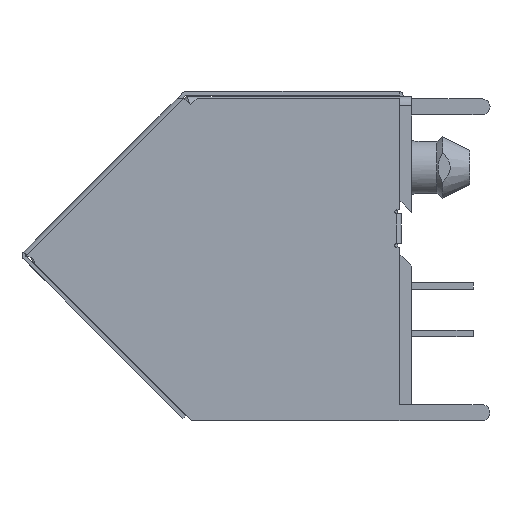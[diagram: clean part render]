
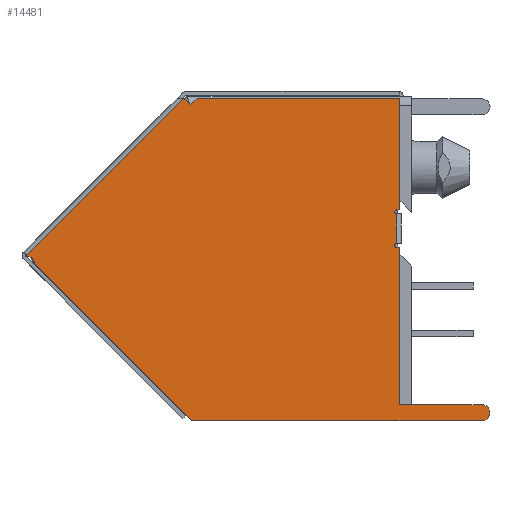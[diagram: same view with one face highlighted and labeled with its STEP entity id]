
A CAD part, left-side view. The second image highlights one B-rep face of the part: STEP entity #14481.
In plain terms, the highlighted planar face has unit normal (-1, 0, 0).
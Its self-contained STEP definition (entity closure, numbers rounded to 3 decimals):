
#29 = AXIS2_PLACEMENT_3D ( 'NONE', #3395, #15872, #17505 ) ;
#43 = VERTEX_POINT ( 'NONE', #5250 ) ;
#123 = EDGE_CURVE ( 'NONE', #14370, #2398, #10502, .T. ) ;
#155 = CARTESIAN_POINT ( 'NONE',  ( -7.625, -19.801, 2.279 ) ) ;
#453 = DIRECTION ( 'NONE',  ( 0., -0.707, -0.707 ) ) ;
#497 = VERTEX_POINT ( 'NONE', #7799 ) ;
#748 = CARTESIAN_POINT ( 'NONE',  ( -7.625, -19.801, 2.379 ) ) ;
#1051 = ORIENTED_EDGE ( 'NONE', *, *, #12409, .F. ) ;
#1267 = VERTEX_POINT ( 'NONE', #13034 ) ;
#1296 = LINE ( 'NONE', #20681, #19316 ) ;
#1340 = CARTESIAN_POINT ( 'NONE',  ( -7.625, 0., 0. ) ) ;
#1564 = DIRECTION ( 'NONE',  ( 0., 0.707, 0.707 ) ) ;
#1614 = CARTESIAN_POINT ( 'NONE',  ( -7.625, -7.422, 6.786 ) ) ;
#2048 = VERTEX_POINT ( 'NONE', #155 ) ;
#2093 = CARTESIAN_POINT ( 'NONE',  ( -7.625, -19.951, -0.159 ) ) ;
#2273 = LINE ( 'NONE', #7673, #15605 ) ;
#2398 = VERTEX_POINT ( 'NONE', #19285 ) ;
#2415 = VERTEX_POINT ( 'NONE', #8679 ) ;
#2582 = ORIENTED_EDGE ( 'NONE', *, *, #17320, .T. ) ;
#2767 = DIRECTION ( 'NONE',  ( 0., -1., 0. ) ) ;
#2788 = CARTESIAN_POINT ( 'NONE',  ( -7.625, -5.582, 5.656 ) ) ;
#3032 = DIRECTION ( 'NONE',  ( -1., 0., 0. ) ) ;
#3185 = VERTEX_POINT ( 'NONE', #7651 ) ;
#3353 = CARTESIAN_POINT ( 'NONE',  ( -7.625, -8.325, -8.325 ) ) ;
#3395 = CARTESIAN_POINT ( 'NONE',  ( -7.625, -14.121, 14.865 ) ) ;
#4214 = CARTESIAN_POINT ( 'NONE',  ( -7.625, -2.773, 2.846 ) ) ;
#4234 = AXIS2_PLACEMENT_3D ( 'NONE', #11842, #3032, #1564 ) ;
#4381 = VERTEX_POINT ( 'NONE', #7564 ) ;
#4778 = DIRECTION ( 'NONE',  ( 0., 1., 0. ) ) ;
#4937 = CARTESIAN_POINT ( 'NONE',  ( -7.625, -24.381, -7.969 ) ) ;
#5018 = DIRECTION ( 'NONE',  ( 0., 0.707, 0.707 ) ) ;
#5250 = CARTESIAN_POINT ( 'NONE',  ( -7.625, -19.951, -7.969 ) ) ;
#5756 = CARTESIAN_POINT ( 'NONE',  ( -7.625, -13.996, 8.466 ) ) ;
#5787 = ORIENTED_EDGE ( 'NONE', *, *, #10849, .F. ) ;
#5857 = EDGE_CURVE ( 'NONE', #14370, #1267, #8430, .T. ) ;
#6030 = VERTEX_POINT ( 'NONE', #13702 ) ;
#7174 = CIRCLE ( 'NONE', #13583, 0.1 ) ;
#7550 = CARTESIAN_POINT ( 'NONE',  ( -7.625, -24.381, -8.819 ) ) ;
#7564 = CARTESIAN_POINT ( 'NONE',  ( -7.625, -9.103, 8.466 ) ) ;
#7614 = VECTOR ( 'NONE', #10924, 1000. ) ;
#7651 = CARTESIAN_POINT ( 'NONE',  ( -7.625, -8.747, 8.111 ) ) ;
#7673 = CARTESIAN_POINT ( 'NONE',  ( -7.625, -4.303, -4.303 ) ) ;
#7799 = CARTESIAN_POINT ( 'NONE',  ( -7.625, -19.951, 8.466 ) ) ;
#7979 = CARTESIAN_POINT ( 'NONE',  ( -7.625, -19.801, 0.679 ) ) ;
#8070 = VERTEX_POINT ( 'NONE', #10166 ) ;
#8382 = DIRECTION ( 'NONE',  ( -1., 0., 0. ) ) ;
#8413 = ORIENTED_EDGE ( 'NONE', *, *, #8467, .F. ) ;
#8430 = CIRCLE ( 'NONE', #15883, 0.5 ) ;
#8467 = EDGE_CURVE ( 'NONE', #2415, #16514, #18394, .T. ) ;
#8642 = EDGE_CURVE ( 'NONE', #3185, #4381, #10168, .T. ) ;
#8679 = CARTESIAN_POINT ( 'NONE',  ( -7.625, -19.801, 0.479 ) ) ;
#8971 = EDGE_CURVE ( 'NONE', #19141, #2415, #7174, .T. ) ;
#8997 = VERTEX_POINT ( 'NONE', #15360 ) ;
#9058 = LINE ( 'NONE', #2093, #21900 ) ;
#9461 = LINE ( 'NONE', #18463, #18215 ) ;
#9618 = AXIS2_PLACEMENT_3D ( 'NONE', #748, #14442, #16418 ) ;
#9781 = EDGE_CURVE ( 'NONE', #11959, #497, #9058, .T. ) ;
#10015 = VECTOR ( 'NONE', #21395, 1000. ) ;
#10166 = CARTESIAN_POINT ( 'NONE',  ( -7.625, -8.391, 8.466 ) ) ;
#10168 = LINE ( 'NONE', #1614, #21940 ) ;
#10288 = ORIENTED_EDGE ( 'NONE', *, *, #14237, .F. ) ;
#10502 = LINE ( 'NONE', #3353, #10787 ) ;
#10623 = PLANE ( 'NONE',  #29 ) ;
#10787 = VECTOR ( 'NONE', #5018, 1000. ) ;
#10849 = EDGE_CURVE ( 'NONE', #2048, #19141, #16630, .T. ) ;
#10881 = ORIENTED_EDGE ( 'NONE', *, *, #21678, .T. ) ;
#10924 = DIRECTION ( 'NONE',  ( 0., 1., 0. ) ) ;
#11097 = CARTESIAN_POINT ( 'NONE',  ( -7.625, -19.951, 2.479 ) ) ;
#11672 = DIRECTION ( 'NONE',  ( 1., 0., 0. ) ) ;
#11842 = CARTESIAN_POINT ( 'NONE',  ( -7.625, -24.381, -8.394 ) ) ;
#11959 = VERTEX_POINT ( 'NONE', #11097 ) ;
#12409 = EDGE_CURVE ( 'NONE', #6030, #2048, #19914, .T. ) ;
#12465 = DIRECTION ( 'NONE',  ( 0., 0., -1. ) ) ;
#12589 = CARTESIAN_POINT ( 'NONE',  ( -7.625, -22.166, -7.969 ) ) ;
#12701 = CIRCLE ( 'NONE', #4234, 0.425 ) ;
#12946 = CARTESIAN_POINT ( 'NONE',  ( -7.625, -19.951, -3.845 ) ) ;
#12971 = ORIENTED_EDGE ( 'NONE', *, *, #8971, .F. ) ;
#12976 = CARTESIAN_POINT ( 'NONE',  ( -7.625, -8.391, 8.466 ) ) ;
#13034 = CARTESIAN_POINT ( 'NONE',  ( -7.625, -0.424, -0.424 ) ) ;
#13583 = AXIS2_PLACEMENT_3D ( 'NONE', #18750, #8382, #20534 ) ;
#13702 = CARTESIAN_POINT ( 'NONE',  ( -7.625, -19.801, 2.479 ) ) ;
#13758 = CARTESIAN_POINT ( 'NONE',  ( -7.625, -19.801, 0.679 ) ) ;
#14048 = ORIENTED_EDGE ( 'NONE', *, *, #5857, .T. ) ;
#14051 = FACE_OUTER_BOUND ( 'NONE', #15104, .T. ) ;
#14107 = ORIENTED_EDGE ( 'NONE', *, *, #9781, .T. ) ;
#14237 = EDGE_CURVE ( 'NONE', #8070, #3185, #20116, .T. ) ;
#14314 = ORIENTED_EDGE ( 'NONE', *, *, #123, .F. ) ;
#14343 = DIRECTION ( 'NONE',  ( 0., 0., 1. ) ) ;
#14358 = EDGE_CURVE ( 'NONE', #15298, #22465, #12701, .T. ) ;
#14370 = VERTEX_POINT ( 'NONE', #1340 ) ;
#14442 = DIRECTION ( 'NONE',  ( -1., 0., 0. ) ) ;
#14444 = VECTOR ( 'NONE', #12465, 1000. ) ;
#14481 = ADVANCED_FACE ( 'NONE', ( #14051 ), #10623, .T. ) ;
#14567 = ORIENTED_EDGE ( 'NONE', *, *, #19023, .T. ) ;
#14950 = CARTESIAN_POINT ( 'NONE',  ( -7.625, 0.035, 0.035 ) ) ;
#15104 = EDGE_LOOP ( 'NONE', ( #21318, #14107, #10881, #21268, #10288, #2582, #14314, #14048, #14567, #21545, #15850, #17735, #16760, #8413, #12971, #5787, #1051 ) ) ;
#15278 = LINE ( 'NONE', #12946, #16103 ) ;
#15298 = VERTEX_POINT ( 'NONE', #7550 ) ;
#15360 = CARTESIAN_POINT ( 'NONE',  ( -7.625, -8.819, -8.819 ) ) ;
#15605 = VECTOR ( 'NONE', #453, 1000. ) ;
#15850 = ORIENTED_EDGE ( 'NONE', *, *, #14358, .T. ) ;
#15872 = DIRECTION ( 'NONE',  ( -1., 0., 0. ) ) ;
#15883 = AXIS2_PLACEMENT_3D ( 'NONE', #16846, #11672, #22235 ) ;
#16103 = VECTOR ( 'NONE', #20012, 1000. ) ;
#16418 = DIRECTION ( 'NONE',  ( 0., 0., 1. ) ) ;
#16514 = VERTEX_POINT ( 'NONE', #17583 ) ;
#16556 = CARTESIAN_POINT ( 'NONE',  ( -7.625, -14.121, 0.479 ) ) ;
#16630 = LINE ( 'NONE', #13758, #14444 ) ;
#16760 = ORIENTED_EDGE ( 'NONE', *, *, #20190, .T. ) ;
#16846 = CARTESIAN_POINT ( 'NONE',  ( -7.625, 0.071, -0.495 ) ) ;
#16999 = VECTOR ( 'NONE', #20038, 1000. ) ;
#17320 = EDGE_CURVE ( 'NONE', #8070, #2398, #22316, .T. ) ;
#17505 = DIRECTION ( 'NONE',  ( 0., 0.707, -0.707 ) ) ;
#17583 = CARTESIAN_POINT ( 'NONE',  ( -7.625, -19.951, 0.479 ) ) ;
#17627 = VECTOR ( 'NONE', #22191, 1000. ) ;
#17735 = ORIENTED_EDGE ( 'NONE', *, *, #22112, .T. ) ;
#17958 = LINE ( 'NONE', #12589, #10015 ) ;
#18215 = VECTOR ( 'NONE', #2767, 1000. ) ;
#18394 = LINE ( 'NONE', #16556, #16999 ) ;
#18463 = CARTESIAN_POINT ( 'NONE',  ( -7.625, -16.6, -8.819 ) ) ;
#18501 = CARTESIAN_POINT ( 'NONE',  ( -7.625, -8.778, 8.079 ) ) ;
#18750 = CARTESIAN_POINT ( 'NONE',  ( -7.625, -19.801, 0.579 ) ) ;
#19023 = EDGE_CURVE ( 'NONE', #1267, #8997, #2273, .T. ) ;
#19080 = DIRECTION ( 'NONE',  ( 0., -0.707, 0.707 ) ) ;
#19141 = VERTEX_POINT ( 'NONE', #7979 ) ;
#19285 = CARTESIAN_POINT ( 'NONE',  ( -7.625, 0.035, 0.035 ) ) ;
#19316 = VECTOR ( 'NONE', #4778, 1000. ) ;
#19914 = CIRCLE ( 'NONE', #9618, 0.1 ) ;
#20012 = DIRECTION ( 'NONE',  ( 0., 0., 1. ) ) ;
#20038 = DIRECTION ( 'NONE',  ( 0., -1., 0. ) ) ;
#20116 = LINE ( 'NONE', #18501, #17627 ) ;
#20190 = EDGE_CURVE ( 'NONE', #43, #16514, #15278, .T. ) ;
#20534 = DIRECTION ( 'NONE',  ( 0., 0., 1. ) ) ;
#20681 = CARTESIAN_POINT ( 'NONE',  ( -7.625, -14.121, 2.479 ) ) ;
#21268 = ORIENTED_EDGE ( 'NONE', *, *, #8642, .F. ) ;
#21269 = LINE ( 'NONE', #5756, #7614 ) ;
#21318 = ORIENTED_EDGE ( 'NONE', *, *, #22461, .F. ) ;
#21395 = DIRECTION ( 'NONE',  ( 0., 1., 0. ) ) ;
#21545 = ORIENTED_EDGE ( 'NONE', *, *, #22411, .T. ) ;
#21678 = EDGE_CURVE ( 'NONE', #497, #4381, #21269, .T. ) ;
#21900 = VECTOR ( 'NONE', #14343, 1000. ) ;
#21940 = VECTOR ( 'NONE', #19080, 1000. ) ;
#22112 = EDGE_CURVE ( 'NONE', #22465, #43, #17958, .T. ) ;
#22191 = DIRECTION ( 'NONE',  ( 0., -0.707, -0.707 ) ) ;
#22235 = DIRECTION ( 'NONE',  ( 0., 0.707, 0.707 ) ) ;
#22316 = B_SPLINE_CURVE_WITH_KNOTS ( 'NONE', 3,
 ( #12976, #2788, #4214, #14950 ),
 .UNSPECIFIED., .F., .F.,
 ( 4, 4 ),
 ( 0., 1. ),
 .UNSPECIFIED. ) ;
#22411 = EDGE_CURVE ( 'NONE', #8997, #15298, #9461, .T. ) ;
#22461 = EDGE_CURVE ( 'NONE', #11959, #6030, #1296, .T. ) ;
#22465 = VERTEX_POINT ( 'NONE', #4937 ) ;
